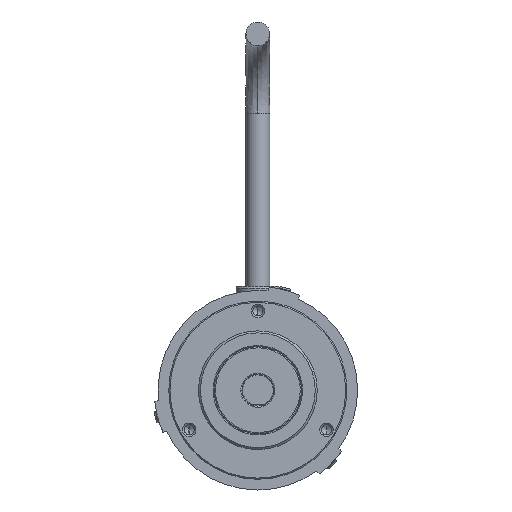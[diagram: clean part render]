
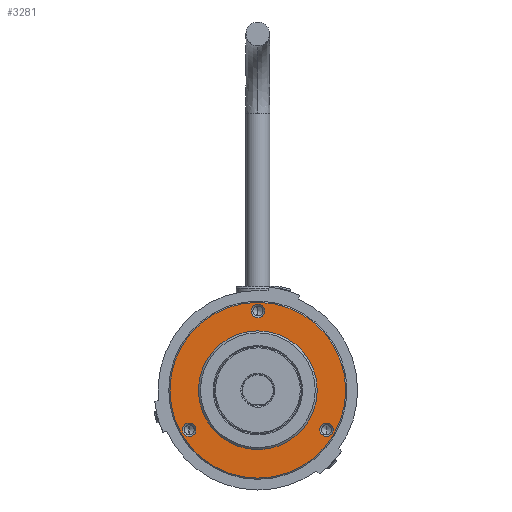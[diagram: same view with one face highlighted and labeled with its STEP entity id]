
A CAD part, front view. The second image highlights one B-rep face of the part: STEP entity #3281.
In plain terms, the highlighted planar face has unit normal (0, -1, 0).
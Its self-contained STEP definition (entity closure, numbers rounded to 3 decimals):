
#5 = AXIS2_PLACEMENT_3D ( 'NONE', #424, #417, #413 ) ;
#47 = DIRECTION ( 'NONE',  ( 0., 0., -1. ) ) ;
#52 = DIRECTION ( 'NONE',  ( 0., -1., 0. ) ) ;
#57 = CARTESIAN_POINT ( 'NONE',  ( -17.321, 0., -10. ) ) ;
#119 = VERTEX_POINT ( 'NONE', #3246 ) ;
#129 = CIRCLE ( 'NONE', #4617, 1.7 ) ;
#136 = CIRCLE ( 'NONE', #4567, 1.7 ) ;
#164 = EDGE_CURVE ( 'NONE', #4157, #3382, #1323, .T. ) ;
#211 = ORIENTED_EDGE ( 'NONE', *, *, #2929, .F. ) ;
#278 = VERTEX_POINT ( 'NONE', #2877 ) ;
#361 = CARTESIAN_POINT ( 'NONE',  ( 0., 0., -22.2 ) ) ;
#413 = DIRECTION ( 'NONE',  ( 0., 0., 1. ) ) ;
#417 = DIRECTION ( 'NONE',  ( 0., 1., 0. ) ) ;
#424 = CARTESIAN_POINT ( 'NONE',  ( 0., 0., 0. ) ) ;
#466 = CARTESIAN_POINT ( 'NONE',  ( 17.321, 0., -11.7 ) ) ;
#554 = CARTESIAN_POINT ( 'NONE',  ( 0., 0., 22.2 ) ) ;
#641 = CARTESIAN_POINT ( 'NONE',  ( -17.321, 0., -10. ) ) ;
#642 = DIRECTION ( 'NONE',  ( 0., -1., 0. ) ) ;
#652 = DIRECTION ( 'NONE',  ( 0., 0., -1. ) ) ;
#670 = ORIENTED_EDGE ( 'NONE', *, *, #164, .F. ) ;
#692 = EDGE_CURVE ( 'NONE', #119, #2742, #2928, .T. ) ;
#828 = CIRCLE ( 'NONE', #1093, 15. ) ;
#874 = EDGE_CURVE ( 'NONE', #2203, #4188, #4089, .T. ) ;
#933 = CARTESIAN_POINT ( 'NONE',  ( 17.321, 0., -10. ) ) ;
#937 = DIRECTION ( 'NONE',  ( 0., -1., 0. ) ) ;
#993 = ORIENTED_EDGE ( 'NONE', *, *, #4500, .F. ) ;
#1033 = DIRECTION ( 'NONE',  ( 0., 1., 0. ) ) ;
#1038 = DIRECTION ( 'NONE',  ( 0., 0., 1. ) ) ;
#1093 = AXIS2_PLACEMENT_3D ( 'NONE', #2012, #2005, #2001 ) ;
#1221 = DIRECTION ( 'NONE',  ( 0., 0., -1. ) ) ;
#1222 = EDGE_LOOP ( 'NONE', ( #670, #2493 ) ) ;
#1231 = CARTESIAN_POINT ( 'NONE',  ( 0., 0., 0. ) ) ;
#1291 = EDGE_LOOP ( 'NONE', ( #3338, #3384 ) ) ;
#1323 = CIRCLE ( 'NONE', #4578, 1.7 ) ;
#1380 = ORIENTED_EDGE ( 'NONE', *, *, #874, .F. ) ;
#1579 = VERTEX_POINT ( 'NONE', #3894 ) ;
#1620 = CARTESIAN_POINT ( 'NONE',  ( -17.321, 0., -8.3 ) ) ;
#1720 = FACE_BOUND ( 'NONE', #3371, .T. ) ;
#1724 = FACE_BOUND ( 'NONE', #1291, .T. ) ;
#1741 = FACE_BOUND ( 'NONE', #4141, .T. ) ;
#1746 = FACE_BOUND ( 'NONE', #1222, .T. ) ;
#1755 = FACE_OUTER_BOUND ( 'NONE', #3189, .T. ) ;
#1768 = CARTESIAN_POINT ( 'NONE',  ( 0., 0., 15. ) ) ;
#2001 = DIRECTION ( 'NONE',  ( 0., 0., -1. ) ) ;
#2005 = DIRECTION ( 'NONE',  ( 0., -1., 0. ) ) ;
#2012 = CARTESIAN_POINT ( 'NONE',  ( 0., 0., 0. ) ) ;
#2025 = ORIENTED_EDGE ( 'NONE', *, *, #4303, .F. ) ;
#2193 = CIRCLE ( 'NONE', #4031, 1.7 ) ;
#2203 = VERTEX_POINT ( 'NONE', #554 ) ;
#2308 = VERTEX_POINT ( 'NONE', #3156 ) ;
#2465 = CIRCLE ( 'NONE', #5, 22.2 ) ;
#2493 = ORIENTED_EDGE ( 'NONE', *, *, #4413, .F. ) ;
#2576 = ORIENTED_EDGE ( 'NONE', *, *, #3161, .F. ) ;
#2660 = VERTEX_POINT ( 'NONE', #1768 ) ;
#2682 = AXIS2_PLACEMENT_3D ( 'NONE', #4310, #4306, #4296 ) ;
#2742 = VERTEX_POINT ( 'NONE', #1620 ) ;
#2877 = CARTESIAN_POINT ( 'NONE',  ( 0., 0., 21.7 ) ) ;
#2923 = CARTESIAN_POINT ( 'NONE',  ( 0., 0., 20. ) ) ;
#2928 = CIRCLE ( 'NONE', #3403, 1.7 ) ;
#2929 = EDGE_CURVE ( 'NONE', #4188, #2203, #2465, .T. ) ;
#2933 = DIRECTION ( 'NONE',  ( 0., -1., 0. ) ) ;
#2940 = DIRECTION ( 'NONE',  ( 0., 0., -1. ) ) ;
#3097 = CARTESIAN_POINT ( 'NONE',  ( 0., 0., 0. ) ) ;
#3101 = DIRECTION ( 'NONE',  ( 0., -1., 0. ) ) ;
#3110 = DIRECTION ( 'NONE',  ( 0., 0., -1. ) ) ;
#3156 = CARTESIAN_POINT ( 'NONE',  ( 0., 0., 18.3 ) ) ;
#3161 = EDGE_CURVE ( 'NONE', #2308, #278, #2193, .T. ) ;
#3189 = EDGE_LOOP ( 'NONE', ( #1380, #211 ) ) ;
#3246 = CARTESIAN_POINT ( 'NONE',  ( -17.321, 0., -11.7 ) ) ;
#3281 = ADVANCED_FACE ( 'NONE', ( #1720, #1746, #1741, #1724, #1755 ), #4478, .F. ) ;
#3307 = AXIS2_PLACEMENT_3D ( 'NONE', #1231, #1033, #1038 ) ;
#3338 = ORIENTED_EDGE ( 'NONE', *, *, #4540, .F. ) ;
#3371 = EDGE_LOOP ( 'NONE', ( #4354, #2025 ) ) ;
#3382 = VERTEX_POINT ( 'NONE', #3837 ) ;
#3384 = ORIENTED_EDGE ( 'NONE', *, *, #3578, .F. ) ;
#3403 = AXIS2_PLACEMENT_3D ( 'NONE', #641, #642, #652 ) ;
#3578 = EDGE_CURVE ( 'NONE', #2660, #1579, #828, .T. ) ;
#3678 = AXIS2_PLACEMENT_3D ( 'NONE', #3097, #3101, #3110 ) ;
#3837 = CARTESIAN_POINT ( 'NONE',  ( 17.321, 0., -8.3 ) ) ;
#3894 = CARTESIAN_POINT ( 'NONE',  ( 0., 0., -15. ) ) ;
#3908 = CARTESIAN_POINT ( 'NONE',  ( 17.321, 0., -10. ) ) ;
#3953 = DIRECTION ( 'NONE',  ( 0., -1., 0. ) ) ;
#3963 = DIRECTION ( 'NONE',  ( 0., 0., -1. ) ) ;
#4026 = DIRECTION ( 'NONE',  ( 0., 0., -1. ) ) ;
#4031 = AXIS2_PLACEMENT_3D ( 'NONE', #4056, #4043, #4026 ) ;
#4043 = DIRECTION ( 'NONE',  ( 0., -1., 0. ) ) ;
#4056 = CARTESIAN_POINT ( 'NONE',  ( 0., 0., 20. ) ) ;
#4089 = CIRCLE ( 'NONE', #3307, 22.2 ) ;
#4125 = AXIS2_PLACEMENT_3D ( 'NONE', #2923, #2933, #2940 ) ;
#4141 = EDGE_LOOP ( 'NONE', ( #2576, #993 ) ) ;
#4157 = VERTEX_POINT ( 'NONE', #466 ) ;
#4188 = VERTEX_POINT ( 'NONE', #361 ) ;
#4296 = DIRECTION ( 'NONE',  ( 0., 0., 1. ) ) ;
#4303 = EDGE_CURVE ( 'NONE', #2742, #119, #129, .T. ) ;
#4306 = DIRECTION ( 'NONE',  ( 0., 1., 0. ) ) ;
#4310 = CARTESIAN_POINT ( 'NONE',  ( 0., 0., 0. ) ) ;
#4354 = ORIENTED_EDGE ( 'NONE', *, *, #692, .F. ) ;
#4413 = EDGE_CURVE ( 'NONE', #3382, #4157, #136, .T. ) ;
#4438 = CIRCLE ( 'NONE', #3678, 15. ) ;
#4478 = PLANE ( 'NONE',  #2682 ) ;
#4500 = EDGE_CURVE ( 'NONE', #278, #2308, #4604, .T. ) ;
#4540 = EDGE_CURVE ( 'NONE', #1579, #2660, #4438, .T. ) ;
#4567 = AXIS2_PLACEMENT_3D ( 'NONE', #933, #937, #1221 ) ;
#4578 = AXIS2_PLACEMENT_3D ( 'NONE', #3908, #3953, #3963 ) ;
#4604 = CIRCLE ( 'NONE', #4125, 1.7 ) ;
#4617 = AXIS2_PLACEMENT_3D ( 'NONE', #57, #52, #47 ) ;
